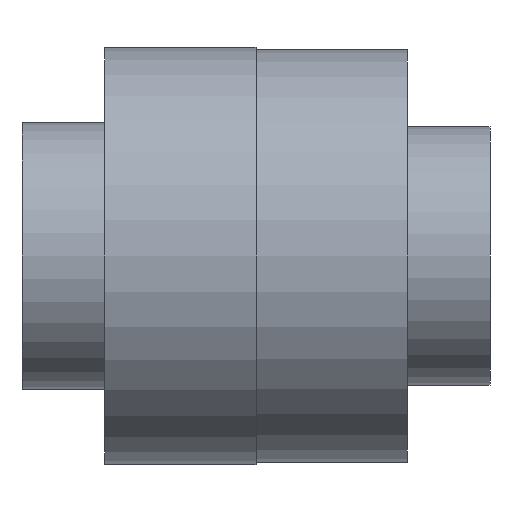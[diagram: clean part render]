
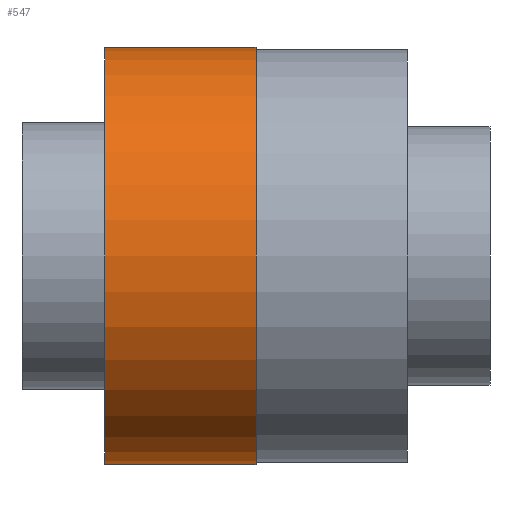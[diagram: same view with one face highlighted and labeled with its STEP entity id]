
A CAD part, front view. The second image highlights one B-rep face of the part: STEP entity #547.
In plain terms, the highlighted cylindrical face has radius 25.019 mm (diameter 50.038 mm), a partial arc.
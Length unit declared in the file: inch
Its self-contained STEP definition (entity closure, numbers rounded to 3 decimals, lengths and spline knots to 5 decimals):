
#150 = ORIENTED_EDGE ( 'NONE', *, *, #458, .T. ) ;
#180 = CARTESIAN_POINT ( 'NONE',  ( 0., 0., 0. ) ) ;
#218 = CARTESIAN_POINT ( 'NONE',  ( -0.71528, 0., 0.985 ) ) ;
#242 = EDGE_LOOP ( 'NONE', ( #1154, #150, #959, #1036 ) ) ;
#267 = DIRECTION ( 'NONE',  ( -1., 0., 0. ) ) ;
#319 = DIRECTION ( 'NONE',  ( 0., 0., 1. ) ) ;
#336 = DIRECTION ( 'NONE',  ( -1., 0., 0. ) ) ;
#355 = EDGE_CURVE ( 'NONE', #1520, #1588, #802, .T. ) ;
#402 = AXIS2_PLACEMENT_3D ( 'NONE', #180, #806, #319 ) ;
#415 = EDGE_CURVE ( 'NONE', #626, #1588, #1350, .T. ) ;
#458 = EDGE_CURVE ( 'NONE', #1470, #626, #1811, .T. ) ;
#547 = ADVANCED_FACE ( 'NONE', ( #1195 ), #682, .T. ) ;
#626 = VERTEX_POINT ( 'NONE', #1808 ) ;
#682 = CYLINDRICAL_SURFACE ( 'NONE', #1460, 0.985 ) ;
#802 = CIRCLE ( 'NONE', #1745, 0.985 ) ;
#806 = DIRECTION ( 'NONE',  ( -1., 0., 0. ) ) ;
#938 = LINE ( 'NONE', #1528, #1058 ) ;
#959 = ORIENTED_EDGE ( 'NONE', *, *, #415, .T. ) ;
#1036 = ORIENTED_EDGE ( 'NONE', *, *, #355, .F. ) ;
#1058 = VECTOR ( 'NONE', #1091, 39.37008 ) ;
#1078 = VECTOR ( 'NONE', #336, 39.37008 ) ;
#1091 = DIRECTION ( 'NONE',  ( -1., 0., 0. ) ) ;
#1145 = CARTESIAN_POINT ( 'NONE',  ( -1.02283, 0., 0.985 ) ) ;
#1154 = ORIENTED_EDGE ( 'NONE', *, *, #1276, .F. ) ;
#1194 = DIRECTION ( 'NONE',  ( 0., 0., 1. ) ) ;
#1195 = FACE_OUTER_BOUND ( 'NONE', #242, .T. ) ;
#1197 = DIRECTION ( 'NONE',  ( -1., 0., 0. ) ) ;
#1199 = CARTESIAN_POINT ( 'NONE',  ( -1.02283, 0., 0. ) ) ;
#1276 = EDGE_CURVE ( 'NONE', #1470, #1520, #938, .T. ) ;
#1350 = LINE ( 'NONE', #1145, #1078 ) ;
#1460 = AXIS2_PLACEMENT_3D ( 'NONE', #1199, #1197, #1860 ) ;
#1470 = VERTEX_POINT ( 'NONE', #1601 ) ;
#1520 = VERTEX_POINT ( 'NONE', #1704 ) ;
#1528 = CARTESIAN_POINT ( 'NONE',  ( -1.02283, 0., -0.985 ) ) ;
#1587 = CARTESIAN_POINT ( 'NONE',  ( -0.71528, 0., 0. ) ) ;
#1588 = VERTEX_POINT ( 'NONE', #218 ) ;
#1601 = CARTESIAN_POINT ( 'NONE',  ( 0., 0., -0.985 ) ) ;
#1704 = CARTESIAN_POINT ( 'NONE',  ( -0.71528, 0., -0.985 ) ) ;
#1745 = AXIS2_PLACEMENT_3D ( 'NONE', #1587, #267, #1194 ) ;
#1808 = CARTESIAN_POINT ( 'NONE',  ( 0., 0., 0.985 ) ) ;
#1811 = CIRCLE ( 'NONE', #402, 0.985 ) ;
#1860 = DIRECTION ( 'NONE',  ( 0., 0., 1. ) ) ;
